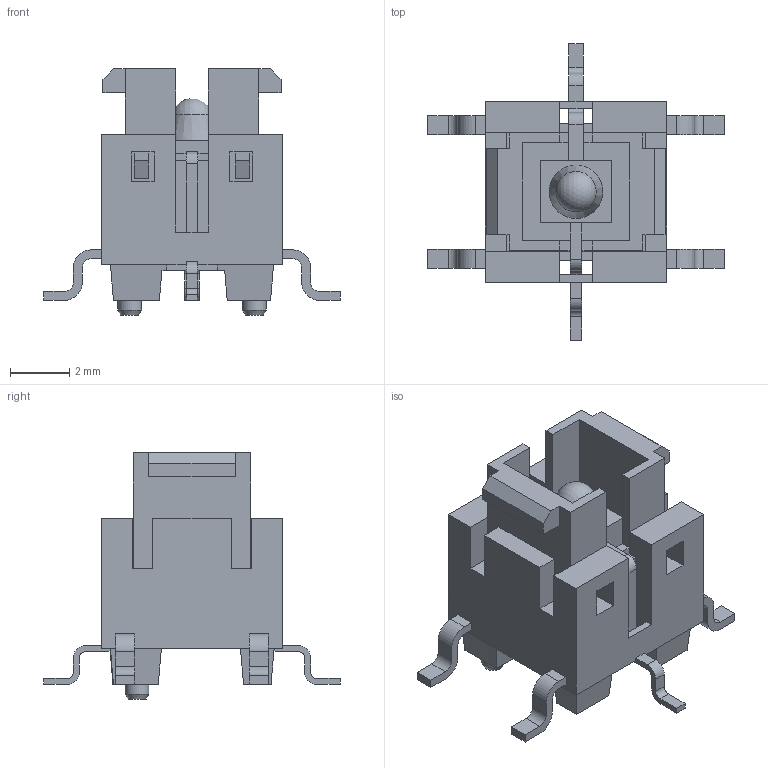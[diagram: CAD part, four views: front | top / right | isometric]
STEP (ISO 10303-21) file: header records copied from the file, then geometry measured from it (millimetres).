
FILE_DESCRIPTION((''),'2;1');
FILE_NAME('TL3240xxxx.stp','2017-09-27T15:59:51',('mroman'),(''),'Autodesk Inventor 2012','Autodesk Inventor 2012','');
FILE_SCHEMA(('CONFIG_CONTROL_DESIGN'));
Length unit declared in the file: inch
Products named in the file (1): TL3240xxxx
Bounding box: 10 x 10 x 8.3 mm (x, y, z)
Volume: 146.4 mm3; surface area: 516.6 mm2
Topology: 1 solids, 1 shells, 263 faces, 769 edges, 509 vertices
Faces by surface type: plane 222, cylinder 36, cone 3, sphere 1, bspline 1
Full cylindrical faces by diameter (mm): 0.8 x2, 1 x1, 2.7 x1
Entity records: 8715 total; most frequent: CARTESIAN_POINT 1614, ORIENTED_EDGE 1522, DIRECTION 1364, EDGE_CURVE 761, VECTOR 684, LINE 684, VERTEX_POINT 509, AXIS2_PLACEMENT_3D 340
